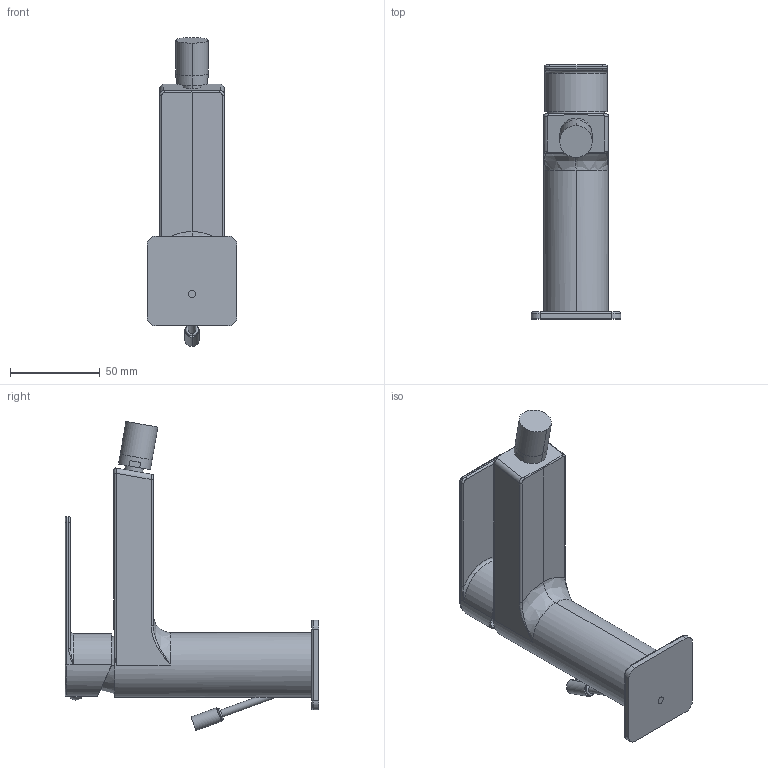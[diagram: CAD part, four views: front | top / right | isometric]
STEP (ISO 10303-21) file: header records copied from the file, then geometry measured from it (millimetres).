
FILE_DESCRIPTION((''),'2;1');
FILE_NAME('TA135CR','2021-01-18T10:09:33',('ut3'),('PAFFONI SpA'),'CREO PARAMETRIC BY PTC INC, 2020044','CREO PARAMETRIC BY PTC INC, 2020044','');
FILE_SCHEMA(('CONFIG_CONTROL_DESIGN','SHAPE_APPEARANCE_LAYERS_GROUPS'));
Length unit declared in the file: millimetre
Products named in the file (1): TA135CR
Bounding box: 50 x 141.2 x 171.84 mm (x, y, z)
Surface area: 44361.8 mm2 (no closed solid volume)
Topology: 0 solids, 13 shells, 110 faces, 275 edges, 169 vertices
Faces by surface type: cylinder 46, plane 30, bspline 14, torus 14, cone 4, sphere 2
Entity records: 5618 total; most frequent: CARTESIAN_POINT 2177, ORIENTED_EDGE 501, DIRECTION 497, EDGE_CURVE 269, AXIS2_PLACEMENT_3D 202, VERTEX_POINT 169, FILL_AREA_STYLE_COLOUR 142, FILL_AREA_STYLE 142
